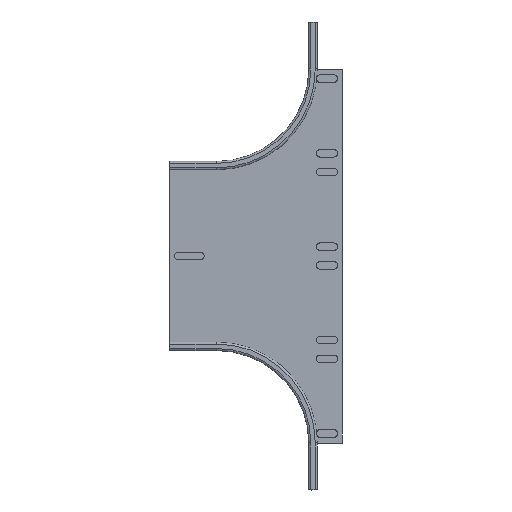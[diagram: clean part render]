
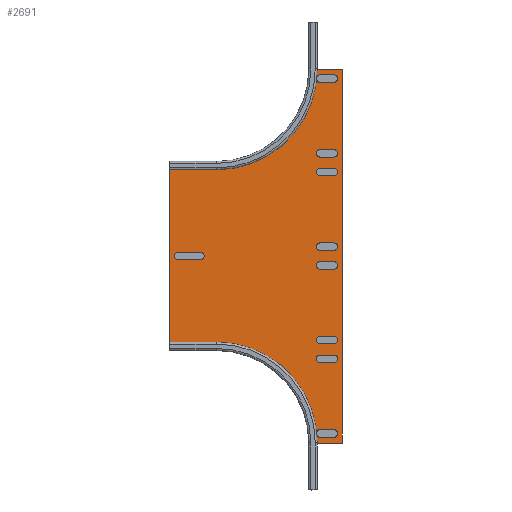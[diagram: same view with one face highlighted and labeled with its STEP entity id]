
A CAD part, top view. The second image highlights one B-rep face of the part: STEP entity #2691.
In plain terms, the highlighted planar face has unit normal (0, 0, 1).
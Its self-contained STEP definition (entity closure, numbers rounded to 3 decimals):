
#277=FACE_OUTER_BOUND('',#431,.T.);
#431=EDGE_LOOP('',(#2407,#2408,#2409,#2410,#2411,#2412,#2413,#2414));
#548=CIRCLE('',#2940,101.6);
#563=CIRCLE('',#2971,101.6);
#746=LINE('',#4477,#964);
#748=LINE('',#4496,#966);
#756=LINE('',#4515,#974);
#773=LINE('',#4569,#991);
#776=LINE('',#4581,#994);
#838=LINE('',#4819,#1056);
#964=VECTOR('',#3575,1.);
#966=VECTOR('',#3601,1.);
#974=VECTOR('',#3623,1.);
#991=VECTOR('',#3672,1.);
#994=VECTOR('',#3693,1.);
#1056=VECTOR('',#3973,1.);
#1233=VERTEX_POINT('',#4469);
#1235=VERTEX_POINT('',#4475);
#1239=VERTEX_POINT('',#4490);
#1240=VERTEX_POINT('',#4495);
#1244=VERTEX_POINT('',#4513);
#1259=VERTEX_POINT('',#4551);
#1264=VERTEX_POINT('',#4565);
#1265=VERTEX_POINT('',#4567);
#1571=EDGE_CURVE('',#1233,#1235,#746,.T.);
#1579=EDGE_CURVE('',#1239,#1233,#548,.T.);
#1580=EDGE_CURVE('',#1239,#1240,#748,.T.);
#1590=EDGE_CURVE('',#1244,#1235,#756,.T.);
#1616=EDGE_CURVE('',#1264,#1265,#773,.T.);
#1620=EDGE_CURVE('',#1264,#1259,#563,.T.);
#1623=EDGE_CURVE('',#1244,#1259,#776,.T.);
#1742=EDGE_CURVE('',#1265,#1240,#838,.T.);
#2407=ORIENTED_EDGE('',*,*,#1590,.F.);
#2408=ORIENTED_EDGE('',*,*,#1623,.T.);
#2409=ORIENTED_EDGE('',*,*,#1620,.F.);
#2410=ORIENTED_EDGE('',*,*,#1616,.T.);
#2411=ORIENTED_EDGE('',*,*,#1742,.T.);
#2412=ORIENTED_EDGE('',*,*,#1580,.F.);
#2413=ORIENTED_EDGE('',*,*,#1579,.T.);
#2414=ORIENTED_EDGE('',*,*,#1571,.T.);
#2537=PLANE('',#3082);
#2691=ADVANCED_FACE('',(#277),#2537,.F.);
#2940=AXIS2_PLACEMENT_3D('',#4493,#3597,#3598);
#2971=AXIS2_PLACEMENT_3D('',#4576,#3685,#3686);
#3082=AXIS2_PLACEMENT_3D('',#4818,#3971,#3972);
#3575=DIRECTION('',(1.,0.,0.));
#3597=DIRECTION('center_axis',(0.,0.,-1.));
#3598=DIRECTION('ref_axis',(0.,1.,0.));
#3601=DIRECTION('',(-1.,0.,0.));
#3623=DIRECTION('',(0.,-1.,0.));
#3672=DIRECTION('',(-1.,0.,0.));
#3685=DIRECTION('center_axis',(0.,0.,1.));
#3686=DIRECTION('ref_axis',(0.,-1.,0.));
#3693=DIRECTION('',(-1.,0.,0.));
#3971=DIRECTION('center_axis',(0.,0.,-1.));
#3972=DIRECTION('ref_axis',(1.,0.,0.));
#3973=DIRECTION('',(0.,-1.,0.));
#4469=CARTESIAN_POINT('',(168.149,-99.599,-2.));
#4475=CARTESIAN_POINT('',(201.549,-99.599,-2.));
#4477=CARTESIAN_POINT('',(134.049,-99.599,-2.));
#4490=CARTESIAN_POINT('',(66.549,2.001,-2.));
#4493=CARTESIAN_POINT('Origin',(66.549,-99.599,-2.));
#4495=CARTESIAN_POINT('',(16.549,2.001,-2.));
#4496=CARTESIAN_POINT('',(66.549,2.001,-2.));
#4513=CARTESIAN_POINT('',(201.549,300.801,-2.));
#4515=CARTESIAN_POINT('',(201.549,125.601,-2.));
#4551=CARTESIAN_POINT('',(168.149,300.801,-2.));
#4565=CARTESIAN_POINT('',(66.549,199.201,-2.));
#4567=CARTESIAN_POINT('',(16.549,199.201,-2.));
#4569=CARTESIAN_POINT('',(66.549,199.201,-2.));
#4576=CARTESIAN_POINT('Origin',(66.549,300.801,-2.));
#4581=CARTESIAN_POINT('',(134.049,300.801,-2.));
#4818=CARTESIAN_POINT('Origin',(66.549,101.401,-2.));
#4819=CARTESIAN_POINT('',(16.549,125.601,-2.));
